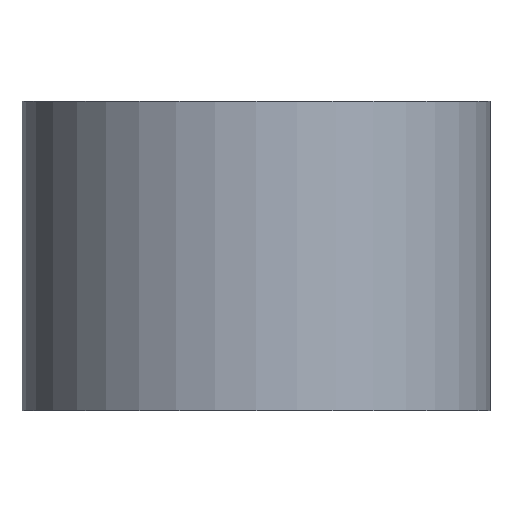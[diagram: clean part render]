
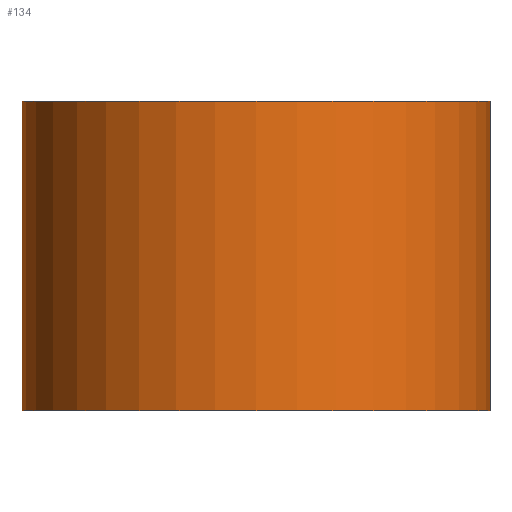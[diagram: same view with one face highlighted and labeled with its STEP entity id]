
A CAD part, front view. The second image highlights one B-rep face of the part: STEP entity #134.
In plain terms, the highlighted cylindrical face has radius 14 mm (diameter 28 mm), a full revolution.
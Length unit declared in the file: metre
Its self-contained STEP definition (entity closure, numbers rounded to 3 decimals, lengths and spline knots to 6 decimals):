
#21=ORIENTED_EDGE('',*,*,#45,.F.);
#22=ORIENTED_EDGE('',*,*,#46,.T.);
#45=EDGE_CURVE('',#57,#57,#69,.T.);
#46=EDGE_CURVE('',#58,#58,#70,.T.);
#57=VERTEX_POINT('',#244);
#58=VERTEX_POINT('',#246);
#69=CIRCLE('',#163,0.014);
#70=CIRCLE('',#164,0.014);
#81=EDGE_LOOP('',(#21));
#82=EDGE_LOOP('',(#22));
#105=FACE_BOUND('',#81,.T.);
#106=FACE_BOUND('',#82,.T.);
#128=CYLINDRICAL_SURFACE('',#162,0.014);
#134=ADVANCED_FACE('',(#105,#106),#128,.T.);
#162=AXIS2_PLACEMENT_3D('',#242,#192,#193);
#163=AXIS2_PLACEMENT_3D('',#243,#194,#195);
#164=AXIS2_PLACEMENT_3D('',#245,#196,#197);
#192=DIRECTION('',(0.,0.,1.));
#193=DIRECTION('',(1.,0.,0.));
#194=DIRECTION('',(0.,0.,1.));
#195=DIRECTION('',(1.,0.,0.));
#196=DIRECTION('',(0.,0.,1.));
#197=DIRECTION('',(1.,0.,0.));
#242=CARTESIAN_POINT('',(0.,0.,-0.002));
#243=CARTESIAN_POINT('',(0.,0.,0.0005));
#244=CARTESIAN_POINT('',(0.014,0.,0.0005));
#245=CARTESIAN_POINT('',(0.,0.,-0.018));
#246=CARTESIAN_POINT('',(0.014,0.,-0.018));
